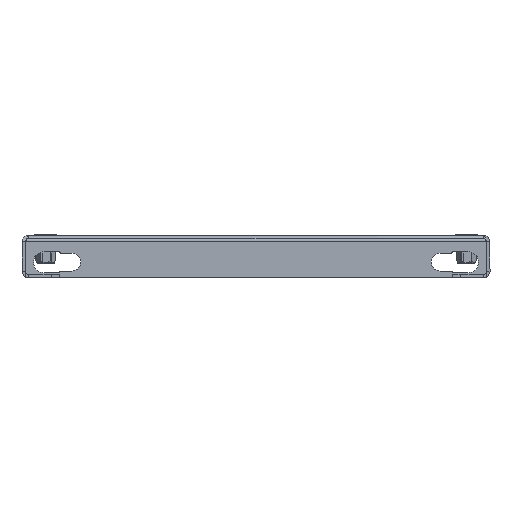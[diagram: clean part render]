
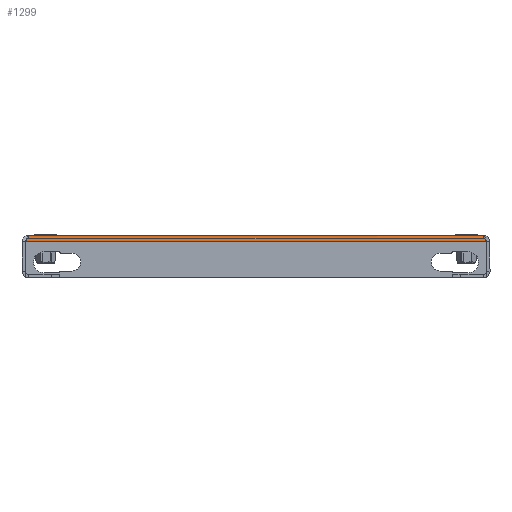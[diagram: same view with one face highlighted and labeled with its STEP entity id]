
A CAD part, front view. The second image highlights one B-rep face of the part: STEP entity #1299.
In plain terms, the highlighted cylindrical face has radius 4 mm (diameter 8 mm), a partial arc.
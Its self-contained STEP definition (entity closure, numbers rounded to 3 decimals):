
#121 = CARTESIAN_POINT ( 'NONE',  ( -141.929, -1044., -4. ) ) ;
#195 = CARTESIAN_POINT ( 'NONE',  ( -141.127, -1043.183, -1.563 ) ) ;
#197 = CARTESIAN_POINT ( 'NONE',  ( 140.081, -1040.264, 0. ) ) ;
#1070 = CARTESIAN_POINT ( 'NONE',  ( -140.563, -1041.774, -0.405 ) ) ;
#1111 = DIRECTION ( 'NONE',  ( 0., -1., 0. ) ) ;
#1137 = CARTESIAN_POINT ( 'NONE',  ( -141.608, -1043.873, -2.965 ) ) ;
#1138 = CARTESIAN_POINT ( 'NONE',  ( 141.366, -1043.595, -2.226 ) ) ;
#1201 = CARTESIAN_POINT ( 'NONE',  ( 140.643, -1042.003, -0.528 ) ) ;
#1299 = ADVANCED_FACE ( 'NONE', ( #5041 ), #7097, .T. ) ;
#2032 = ORIENTED_EDGE ( 'NONE', *, *, #3429, .T. ) ;
#2323 = CARTESIAN_POINT ( 'NONE',  ( 140.884, -1042.643, -0.986 ) ) ;
#2926 = EDGE_CURVE ( 'NONE', #3082, #4934, #10247, .T. ) ;
#2966 = CARTESIAN_POINT ( 'NONE',  ( -141.768, -1043.974, -3.476 ) ) ;
#3082 = VERTEX_POINT ( 'NONE', #11410 ) ;
#3090 = CARTESIAN_POINT ( 'NONE',  ( -140.403, -1041.292, -0.206 ) ) ;
#3429 = EDGE_CURVE ( 'NONE', #3082, #7918, #7632, .T. ) ;
#3859 = ORIENTED_EDGE ( 'NONE', *, *, #2926, .F. ) ;
#4212 = B_SPLINE_CURVE_WITH_KNOTS ( 'NONE', 3,
 ( #6213, #197, #10371, #6414, #7396, #9252, #1201, #5266, #2323, #5194, #4422, #8458, #1138, #12195, #8248, #4215, #10448, #8186 ),
 .UNSPECIFIED., .F., .F.,
 ( 4, 2, 2, 2, 2, 2, 2, 2, 4 ),
 ( 0., 0.001, 0.002, 0.002, 0.003, 0.004, 0.005, 0.006, 0.007 ),
 .UNSPECIFIED. ) ;
#4214 = CARTESIAN_POINT ( 'NONE',  ( -141.045, -1043.014, -1.357 ) ) ;
#4215 = CARTESIAN_POINT ( 'NONE',  ( 141.767, -1043.974, -3.472 ) ) ;
#4422 = CARTESIAN_POINT ( 'NONE',  ( 141.124, -1043.178, -1.557 ) ) ;
#4793 = VECTOR ( 'NONE', #9419, 1000. ) ;
#4833 = CARTESIAN_POINT ( 'NONE',  ( -140., -1040., 0. ) ) ;
#4934 = VERTEX_POINT ( 'NONE', #4833 ) ;
#5041 = FACE_OUTER_BOUND ( 'NONE', #11534, .T. ) ;
#5063 = CARTESIAN_POINT ( 'NONE',  ( -141.848, -1044., -3.736 ) ) ;
#5193 = CARTESIAN_POINT ( 'NONE',  ( -141.528, -1043.796, -2.712 ) ) ;
#5194 = CARTESIAN_POINT ( 'NONE',  ( 141.045, -1043.013, -1.356 ) ) ;
#5266 = CARTESIAN_POINT ( 'NONE',  ( 140.803, -1042.437, -0.817 ) ) ;
#5275 = VERTEX_POINT ( 'NONE', #7412 ) ;
#5873 = ORIENTED_EDGE ( 'NONE', *, *, #10606, .F. ) ;
#5964 = AXIS2_PLACEMENT_3D ( 'NONE', #9087, #10140, #1111 ) ;
#6079 = CARTESIAN_POINT ( 'NONE',  ( -140.885, -1042.644, -0.987 ) ) ;
#6213 = CARTESIAN_POINT ( 'NONE',  ( 140., -1040., 0. ) ) ;
#6280 = CARTESIAN_POINT ( 'NONE',  ( -140.323, -1041.043, -0.129 ) ) ;
#6414 = CARTESIAN_POINT ( 'NONE',  ( 140.321, -1041.035, -0.127 ) ) ;
#6992 = CARTESIAN_POINT ( 'NONE',  ( -141.287, -1043.472, -1.997 ) ) ;
#7097 = CYLINDRICAL_SURFACE ( 'NONE', #5964, 4. ) ;
#7127 = CARTESIAN_POINT ( 'NONE',  ( -140., -1040., 0. ) ) ;
#7396 = CARTESIAN_POINT ( 'NONE',  ( 140.402, -1041.288, -0.204 ) ) ;
#7412 = CARTESIAN_POINT ( 'NONE',  ( 140., -1040., 0. ) ) ;
#7632 = LINE ( 'NONE', #8824, #11276 ) ;
#7862 = CARTESIAN_POINT ( 'NONE',  ( -141.929, -1040., 0. ) ) ;
#7918 = VERTEX_POINT ( 'NONE', #11665 ) ;
#8185 = CARTESIAN_POINT ( 'NONE',  ( -140.162, -1040.528, -0.026 ) ) ;
#8186 = CARTESIAN_POINT ( 'NONE',  ( 141.929, -1044., -4. ) ) ;
#8248 = CARTESIAN_POINT ( 'NONE',  ( 141.606, -1043.871, -2.957 ) ) ;
#8458 = CARTESIAN_POINT ( 'NONE',  ( 141.285, -1043.469, -1.991 ) ) ;
#8824 = CARTESIAN_POINT ( 'NONE',  ( 144., -1044., -4. ) ) ;
#8886 = DIRECTION ( 'NONE',  ( 1., 0., 0. ) ) ;
#9087 = CARTESIAN_POINT ( 'NONE',  ( -141.929, -1040., -4. ) ) ;
#9252 = CARTESIAN_POINT ( 'NONE',  ( 140.563, -1041.773, -0.405 ) ) ;
#9419 = DIRECTION ( 'NONE',  ( 1., 0., 0. ) ) ;
#9621 = EDGE_CURVE ( 'NONE', #5275, #7918, #4212, .T. ) ;
#10102 = CARTESIAN_POINT ( 'NONE',  ( -140.805, -1042.443, -0.822 ) ) ;
#10140 = DIRECTION ( 'NONE',  ( -1., 0., 0. ) ) ;
#10247 = B_SPLINE_CURVE_WITH_KNOTS ( 'NONE', 3,
 ( #121, #5063, #2966, #1137, #5193, #12057, #6992, #195, #4214, #6079, #10102, #11207, #1070, #3090, #6280, #8185, #12193, #7127 ),
 .UNSPECIFIED., .F., .F.,
 ( 4, 2, 2, 2, 2, 2, 2, 2, 4 ),
 ( 0., 0.001, 0.002, 0.002, 0.003, 0.004, 0.005, 0.006, 0.007 ),
 .UNSPECIFIED. ) ;
#10371 = CARTESIAN_POINT ( 'NONE',  ( 140.161, -1040.524, -0.026 ) ) ;
#10448 = CARTESIAN_POINT ( 'NONE',  ( 141.848, -1044., -3.736 ) ) ;
#10606 = EDGE_CURVE ( 'NONE', #4934, #5275, #12505, .T. ) ;
#10944 = ORIENTED_EDGE ( 'NONE', *, *, #9621, .F. ) ;
#11207 = CARTESIAN_POINT ( 'NONE',  ( -140.645, -1042.009, -0.531 ) ) ;
#11276 = VECTOR ( 'NONE', #8886, 1000. ) ;
#11410 = CARTESIAN_POINT ( 'NONE',  ( -141.929, -1044., -4. ) ) ;
#11534 = EDGE_LOOP ( 'NONE', ( #5873, #3859, #2032, #10944 ) ) ;
#11665 = CARTESIAN_POINT ( 'NONE',  ( 141.929, -1044., -4. ) ) ;
#12057 = CARTESIAN_POINT ( 'NONE',  ( -141.366, -1043.595, -2.227 ) ) ;
#12193 = CARTESIAN_POINT ( 'NONE',  ( -140.081, -1040.264, 0. ) ) ;
#12195 = CARTESIAN_POINT ( 'NONE',  ( 141.526, -1043.794, -2.708 ) ) ;
#12505 = LINE ( 'NONE', #7862, #4793 ) ;
